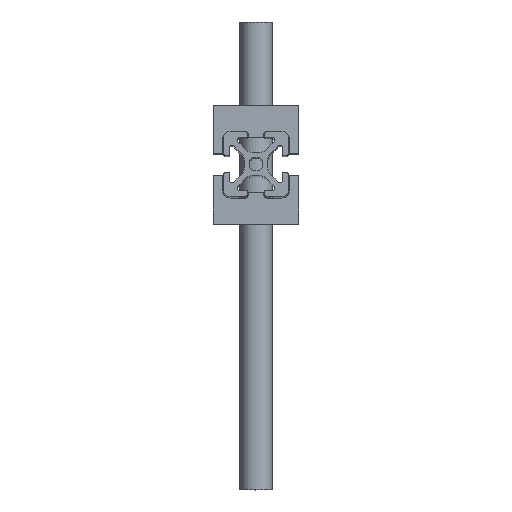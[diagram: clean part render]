
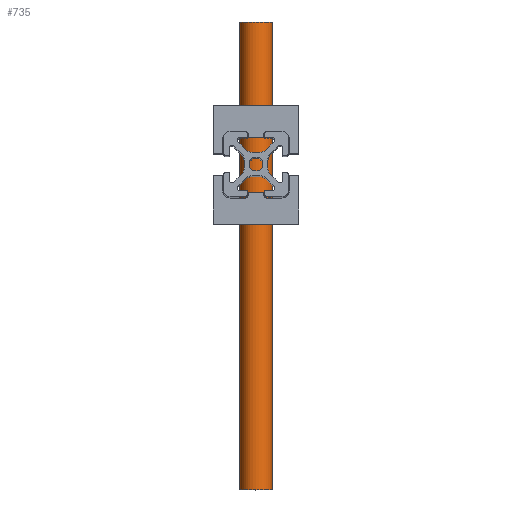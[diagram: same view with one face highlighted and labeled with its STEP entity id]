
A CAD part, top view. The second image highlights one B-rep face of the part: STEP entity #735.
In plain terms, the highlighted cylindrical face has radius 5 mm (diameter 10 mm), a partial arc.
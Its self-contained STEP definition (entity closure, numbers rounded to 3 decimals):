
#217 = ORIENTED_EDGE ( 'NONE', *, *, #2392, .T. ) ;
#468 = CARTESIAN_POINT ( 'NONE',  ( 1.625, -110., 20. ) ) ;
#675 = DIRECTION ( 'NONE',  ( 0., -1., 0. ) ) ;
#722 = AXIS2_PLACEMENT_3D ( 'NONE', #4075, #1223, #3432 ) ;
#735 = ADVANCED_FACE ( 'NONE', ( #3279 ), #4945, .T. ) ;
#1223 = DIRECTION ( 'NONE',  ( 0., -1., 0. ) ) ;
#1494 = CARTESIAN_POINT ( 'NONE',  ( -8.375, 34., 20. ) ) ;
#1805 = CARTESIAN_POINT ( 'NONE',  ( -3.375, -110., 20. ) ) ;
#1990 = VERTEX_POINT ( 'NONE', #5754 ) ;
#2187 = DIRECTION ( 'NONE',  ( 1., 0., 0. ) ) ;
#2340 = CIRCLE ( 'NONE', #722, 5. ) ;
#2392 = EDGE_CURVE ( 'NONE', #4334, #6849, #2340, .T. ) ;
#2624 = ORIENTED_EDGE ( 'NONE', *, *, #3745, .F. ) ;
#2641 = VERTEX_POINT ( 'NONE', #468 ) ;
#2725 = DIRECTION ( 'NONE',  ( 0., -1., 0. ) ) ;
#3138 = LINE ( 'NONE', #3613, #6974 ) ;
#3279 = FACE_OUTER_BOUND ( 'NONE', #4941, .T. ) ;
#3432 = DIRECTION ( 'NONE',  ( 1., 0., 0. ) ) ;
#3613 = CARTESIAN_POINT ( 'NONE',  ( 1.625, 34., 20. ) ) ;
#3700 = DIRECTION ( 'NONE',  ( 0., -1., 0. ) ) ;
#3745 = EDGE_CURVE ( 'NONE', #2641, #1990, #4542, .T. ) ;
#3870 = EDGE_CURVE ( 'NONE', #4334, #2641, #3138, .T. ) ;
#4075 = CARTESIAN_POINT ( 'NONE',  ( -3.375, 34., 20. ) ) ;
#4334 = VERTEX_POINT ( 'NONE', #6556 ) ;
#4542 = CIRCLE ( 'NONE', #5469, 5. ) ;
#4941 = EDGE_LOOP ( 'NONE', ( #217, #5890, #2624, #5218 ) ) ;
#4945 = CYLINDRICAL_SURFACE ( 'NONE', #5356, 5. ) ;
#5096 = DIRECTION ( 'NONE',  ( 1., 0., 0. ) ) ;
#5218 = ORIENTED_EDGE ( 'NONE', *, *, #3870, .F. ) ;
#5356 = AXIS2_PLACEMENT_3D ( 'NONE', #6108, #2725, #2187 ) ;
#5469 = AXIS2_PLACEMENT_3D ( 'NONE', #1805, #675, #5096 ) ;
#5754 = CARTESIAN_POINT ( 'NONE',  ( -8.375, -110., 20. ) ) ;
#5890 = ORIENTED_EDGE ( 'NONE', *, *, #6149, .T. ) ;
#6108 = CARTESIAN_POINT ( 'NONE',  ( -3.375, 34., 20. ) ) ;
#6149 = EDGE_CURVE ( 'NONE', #6849, #1990, #6450, .T. ) ;
#6450 = LINE ( 'NONE', #1494, #6839 ) ;
#6556 = CARTESIAN_POINT ( 'NONE',  ( 1.625, 34., 20. ) ) ;
#6732 = CARTESIAN_POINT ( 'NONE',  ( -8.375, 34., 20. ) ) ;
#6839 = VECTOR ( 'NONE', #3700, 1000. ) ;
#6849 = VERTEX_POINT ( 'NONE', #6732 ) ;
#6974 = VECTOR ( 'NONE', #6977, 1000. ) ;
#6977 = DIRECTION ( 'NONE',  ( 0., -1., 0. ) ) ;
